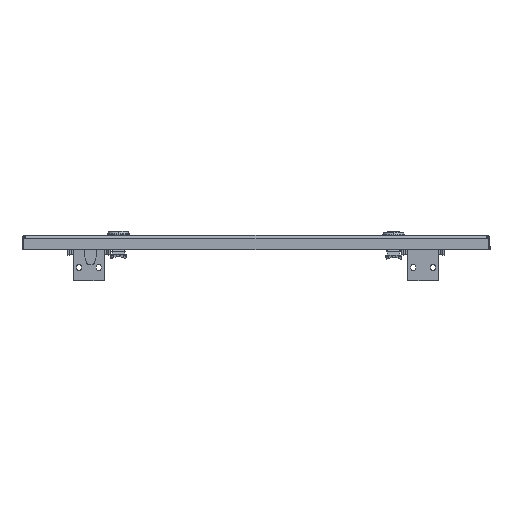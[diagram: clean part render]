
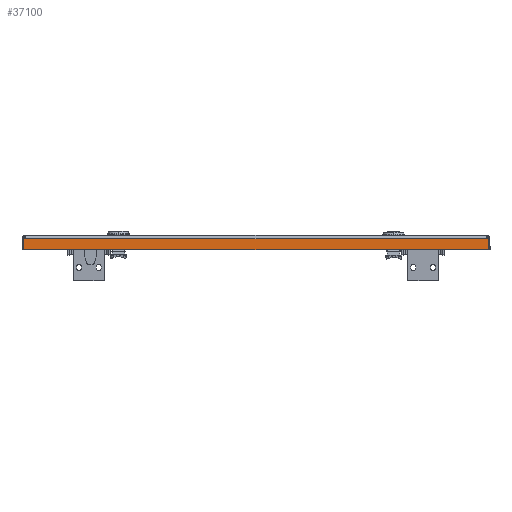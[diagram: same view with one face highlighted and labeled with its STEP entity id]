
A CAD part, left-side view. The second image highlights one B-rep face of the part: STEP entity #37100.
In plain terms, the highlighted planar face has unit normal (-1, 0, 0).
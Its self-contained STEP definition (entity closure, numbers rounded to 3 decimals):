
#1905 = ORIENTED_EDGE ( 'NONE', *, *, #5060, .F. ) ;
#3668 = VECTOR ( 'NONE', #58805, 1000. ) ;
#5060 = EDGE_CURVE ( 'NONE', #41887, #51865, #43227, .T. ) ;
#5884 = CARTESIAN_POINT ( 'NONE',  ( -344.5, -297.5, -4. ) ) ;
#9361 = PLANE ( 'NONE',  #49204 ) ;
#10859 = VECTOR ( 'NONE', #59510, 1000. ) ;
#11952 = CARTESIAN_POINT ( 'NONE',  ( -344.5, -295.429, -4. ) ) ;
#16547 = CARTESIAN_POINT ( 'NONE',  ( -344.5, 295.429, 0. ) ) ;
#18689 = CARTESIAN_POINT ( 'NONE',  ( -344.5, 295.429, -4. ) ) ;
#19581 = FACE_OUTER_BOUND ( 'NONE', #30801, .T. ) ;
#25882 = CARTESIAN_POINT ( 'NONE',  ( -344.5, 0., 0. ) ) ;
#26500 = VECTOR ( 'NONE', #39346, 1000. ) ;
#28336 = DIRECTION ( 'NONE',  ( 0., 1., 0. ) ) ;
#30516 = EDGE_CURVE ( 'NONE', #41887, #46178, #64781, .T. ) ;
#30801 = EDGE_LOOP ( 'NONE', ( #1905, #66071, #57812, #34027 ) ) ;
#32019 = CARTESIAN_POINT ( 'NONE',  ( -344.5, -295.429, -2. ) ) ;
#33976 = CARTESIAN_POINT ( 'NONE',  ( -344.5, -297.5, -18. ) ) ;
#34027 = ORIENTED_EDGE ( 'NONE', *, *, #56905, .F. ) ;
#35481 = CARTESIAN_POINT ( 'NONE',  ( -344.5, -295.429, -18. ) ) ;
#36479 = DIRECTION ( 'NONE',  ( 1., 0., 0. ) ) ;
#37100 = ADVANCED_FACE ( 'NONE', ( #19581 ), #9361, .F. ) ;
#37659 = CARTESIAN_POINT ( 'NONE',  ( -344.5, 295.429, -18. ) ) ;
#37667 = VECTOR ( 'NONE', #28336, 1000. ) ;
#39346 = DIRECTION ( 'NONE',  ( 0., -1., 0. ) ) ;
#41887 = VERTEX_POINT ( 'NONE', #18689 ) ;
#43227 = LINE ( 'NONE', #5884, #26500 ) ;
#46178 = VERTEX_POINT ( 'NONE', #37659 ) ;
#46490 = LINE ( 'NONE', #32019, #3668 ) ;
#49204 = AXIS2_PLACEMENT_3D ( 'NONE', #25882, #36479, #63586 ) ;
#51865 = VERTEX_POINT ( 'NONE', #11952 ) ;
#56905 = EDGE_CURVE ( 'NONE', #51865, #59294, #46490, .T. ) ;
#57812 = ORIENTED_EDGE ( 'NONE', *, *, #65238, .F. ) ;
#58805 = DIRECTION ( 'NONE',  ( 0., 0., -1. ) ) ;
#59294 = VERTEX_POINT ( 'NONE', #35481 ) ;
#59510 = DIRECTION ( 'NONE',  ( 0., 0., -1. ) ) ;
#61796 = LINE ( 'NONE', #33976, #37667 ) ;
#63586 = DIRECTION ( 'NONE',  ( 0., 0., -1. ) ) ;
#64781 = LINE ( 'NONE', #16547, #10859 ) ;
#65238 = EDGE_CURVE ( 'NONE', #59294, #46178, #61796, .T. ) ;
#66071 = ORIENTED_EDGE ( 'NONE', *, *, #30516, .T. ) ;
